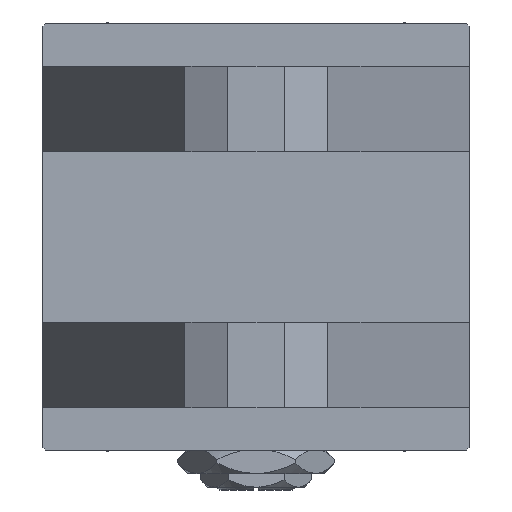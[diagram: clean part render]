
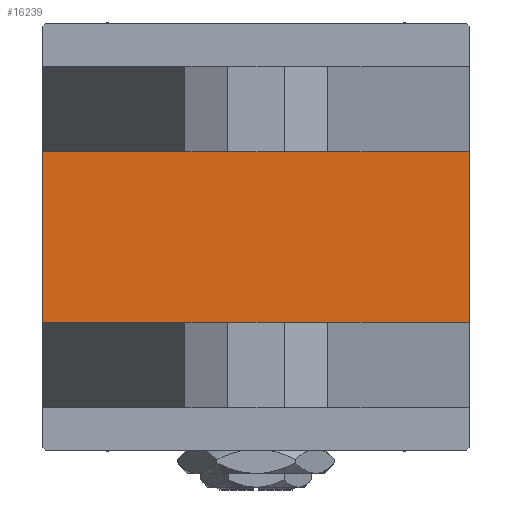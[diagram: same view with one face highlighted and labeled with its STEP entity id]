
A CAD part, left-side view. The second image highlights one B-rep face of the part: STEP entity #16239.
In plain terms, the highlighted planar face has unit normal (-1, 0, 0).
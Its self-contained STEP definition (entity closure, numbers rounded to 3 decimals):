
#1522 = VECTOR ( 'NONE', #43958, 1000. ) ;
#2820 = VECTOR ( 'NONE', #20617, 1000. ) ;
#2971 = EDGE_LOOP ( 'NONE', ( #49469, #38334, #29514, #15083 ) ) ;
#3413 = DIRECTION ( 'NONE',  ( 0., 0., 1. ) ) ;
#3570 = CARTESIAN_POINT ( 'NONE',  ( 0., -15., 37.5 ) ) ;
#3829 = LINE ( 'NONE', #3570, #1522 ) ;
#5530 = DIRECTION ( 'NONE',  ( 0., -1., 0. ) ) ;
#8214 = VERTEX_POINT ( 'NONE', #46208 ) ;
#8785 = LINE ( 'NONE', #20353, #2820 ) ;
#10712 = CARTESIAN_POINT ( 'NONE',  ( 0., -15., 37.5 ) ) ;
#11948 = VERTEX_POINT ( 'NONE', #10712 ) ;
#15083 = ORIENTED_EDGE ( 'NONE', *, *, #17718, .T. ) ;
#16239 = ADVANCED_FACE ( 'NONE', ( #51444 ), #31228, .T. ) ;
#17718 = EDGE_CURVE ( 'NONE', #24856, #8214, #8785, .T. ) ;
#20353 = CARTESIAN_POINT ( 'NONE',  ( 0., 15., 37.5 ) ) ;
#20617 = DIRECTION ( 'NONE',  ( 0., 0., -1. ) ) ;
#23362 = CARTESIAN_POINT ( 'NONE',  ( 0., 0., 0. ) ) ;
#24856 = VERTEX_POINT ( 'NONE', #31675 ) ;
#29514 = ORIENTED_EDGE ( 'NONE', *, *, #31428, .F. ) ;
#30444 = AXIS2_PLACEMENT_3D ( 'NONE', #23362, #39342, #3413 ) ;
#30929 = CARTESIAN_POINT ( 'NONE',  ( 0., 37.5, 37.5 ) ) ;
#31228 = PLANE ( 'NONE',  #30444 ) ;
#31428 = EDGE_CURVE ( 'NONE', #24856, #11948, #50122, .T. ) ;
#31675 = CARTESIAN_POINT ( 'NONE',  ( 0., 15., 37.5 ) ) ;
#38334 = ORIENTED_EDGE ( 'NONE', *, *, #42570, .F. ) ;
#38432 = VECTOR ( 'NONE', #5530, 1000. ) ;
#38789 = DIRECTION ( 'NONE',  ( 0., -1., 0. ) ) ;
#39342 = DIRECTION ( 'NONE',  ( -1., 0., 0. ) ) ;
#41395 = VERTEX_POINT ( 'NONE', #43748 ) ;
#42502 = LINE ( 'NONE', #49892, #38432 ) ;
#42570 = EDGE_CURVE ( 'NONE', #11948, #41395, #3829, .T. ) ;
#43748 = CARTESIAN_POINT ( 'NONE',  ( 0., -15., -37.5 ) ) ;
#43958 = DIRECTION ( 'NONE',  ( 0., 0., -1. ) ) ;
#44876 = EDGE_CURVE ( 'NONE', #8214, #41395, #42502, .T. ) ;
#46208 = CARTESIAN_POINT ( 'NONE',  ( 0., 15., -37.5 ) ) ;
#48170 = VECTOR ( 'NONE', #38789, 1000. ) ;
#49469 = ORIENTED_EDGE ( 'NONE', *, *, #44876, .T. ) ;
#49892 = CARTESIAN_POINT ( 'NONE',  ( 0., 37.5, -37.5 ) ) ;
#50122 = LINE ( 'NONE', #30929, #48170 ) ;
#51444 = FACE_OUTER_BOUND ( 'NONE', #2971, .T. ) ;
